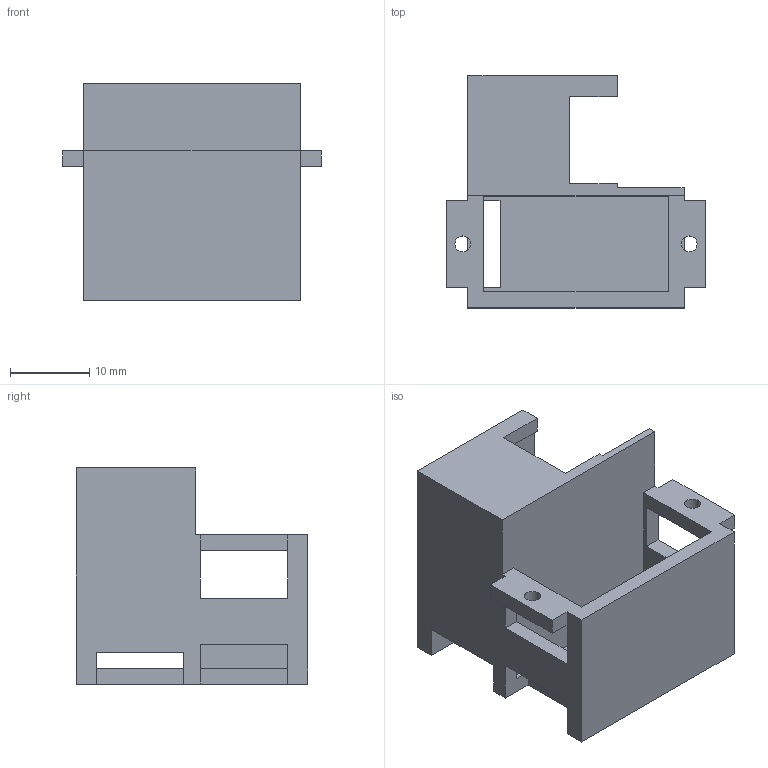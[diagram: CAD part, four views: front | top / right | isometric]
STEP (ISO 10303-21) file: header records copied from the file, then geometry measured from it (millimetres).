
FILE_DESCRIPTION (( 'STEP AP203' ), '1' );
FILE_NAME ('neck_3.sldasm-Part-2_默认_sldprt.STEP', '2018-02-03T08:02:35', ( '' ), ( '' ), 'SwSTEP 2.0', 'SolidWorks 2014', '' );
FILE_SCHEMA (( 'CONFIG_CONTROL_DESIGN' ));
Length unit declared in the file: millimetre
Products named in the file (1): neck_3.sldasm-Part-2_默认_sldprt
Bounding box: 32.5 x 29.2 x 27.21 mm (x, y, z)
Volume: 5018.2 mm3; surface area: 6216.4 mm2
Topology: 1 solids, 1 shells, 52 faces, 164 edges, 108 vertices
Faces by surface type: plane 48, cylinder 4
Entity records: 1885 total; most frequent: ORIENTED_EDGE 328, CARTESIAN_POINT 325, DIRECTION 278, EDGE_CURVE 164, VECTOR 156, LINE 156, VERTEX_POINT 108, AXIS2_PLACEMENT_3D 61
